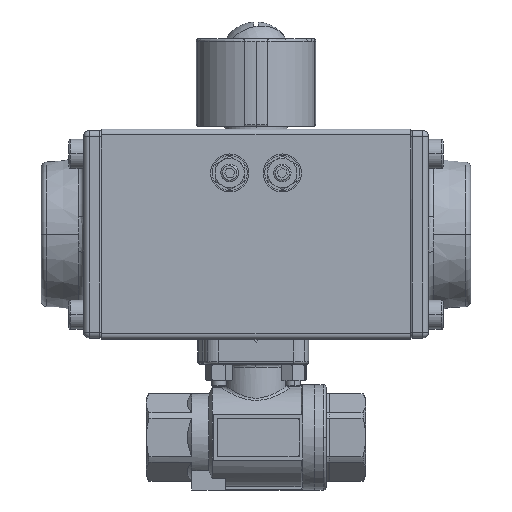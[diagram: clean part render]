
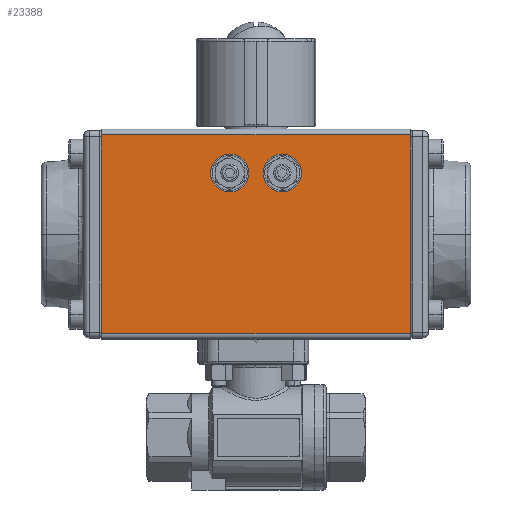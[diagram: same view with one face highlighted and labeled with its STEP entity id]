
A CAD part, front view. The second image highlights one B-rep face of the part: STEP entity #23388.
In plain terms, the highlighted planar face has unit normal (0, -1, 0).
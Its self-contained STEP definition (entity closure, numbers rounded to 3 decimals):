
#21843=CARTESIAN_POINT('',(-15.5,-30.,90.5));
#21844=VERTEX_POINT('',#21843);
#21851=CARTESIAN_POINT('',(-2.5,-30.,90.5));
#21852=VERTEX_POINT('',#21851);
#21853=CARTESIAN_POINT('',(-9.,-30.,90.5));
#21854=DIRECTION('',(0.,1.,0.));
#21855=DIRECTION('',(1.,-0.,0.));
#21856=AXIS2_PLACEMENT_3D('',#21853,#21854,#21855);
#21857=CIRCLE('',#21856,6.5);
#21858=EDGE_CURVE('NONE',#21852,#21844,#21857,.T.);
#21875=CARTESIAN_POINT('',(2.5,-30.,90.5));
#21876=VERTEX_POINT('',#21875);
#21883=CARTESIAN_POINT('',(15.5,-30.,90.5));
#21884=VERTEX_POINT('',#21883);
#21885=CARTESIAN_POINT('',(9.,-30.,90.5));
#21886=DIRECTION('',(0.,1.,0.));
#21887=DIRECTION('',(1.,-0.,0.));
#21888=AXIS2_PLACEMENT_3D('',#21885,#21886,#21887);
#21889=CIRCLE('',#21888,6.5);
#21890=EDGE_CURVE('NONE',#21884,#21876,#21889,.T.);
#23329=CARTESIAN_POINT('',(53.,-30.,103.5));
#23330=DIRECTION('',(0.,1.,0.));
#23331=DIRECTION('',(-0.,-0.,1.));
#23332=AXIS2_PLACEMENT_3D('',#23329,#23330,#23331);
#23333=PLANE('',#23332);
#23334=ORIENTED_EDGE('',*,*,#21890,.T.);
#23335=CARTESIAN_POINT('',(9.,-30.,90.5));
#23336=DIRECTION('',(0.,1.,0.));
#23337=DIRECTION('',(1.,-0.,0.));
#23338=AXIS2_PLACEMENT_3D('',#23335,#23336,#23337);
#23339=CIRCLE('',#23338,6.5);
#23340=EDGE_CURVE('NONE',#21876,#21884,#23339,.T.);
#23341=ORIENTED_EDGE('',*,*,#23340,.T.);
#23342=EDGE_LOOP('',(#23334,#23341));
#23343=FACE_BOUND('',#23342,.T.);
#23344=CARTESIAN_POINT('',(52.786,-30.,103.5));
#23345=VERTEX_POINT('',#23344);
#23346=CARTESIAN_POINT('',(-52.786,-30.,103.5));
#23347=VERTEX_POINT('',#23346);
#23348=CARTESIAN_POINT('',(52.786,-30.,103.5));
#23349=DIRECTION('',(-1.,0.,-0.));
#23350=VECTOR('',#23349,105.573);
#23351=LINE('',#23348,#23350);
#23352=EDGE_CURVE('',#23345,#23347,#23351,.T.);
#23353=ORIENTED_EDGE('',*,*,#23352,.T.);
#23354=CARTESIAN_POINT('',(-52.786,-30.,35.5));
#23355=VERTEX_POINT('',#23354);
#23356=CARTESIAN_POINT('',(-52.786,-30.,103.5));
#23357=DIRECTION('',(0.,0.,-1.));
#23358=VECTOR('',#23357,68.);
#23359=LINE('',#23356,#23358);
#23360=EDGE_CURVE('',#23347,#23355,#23359,.T.);
#23361=ORIENTED_EDGE('',*,*,#23360,.T.);
#23362=CARTESIAN_POINT('',(52.786,-30.,35.5));
#23363=VERTEX_POINT('',#23362);
#23364=CARTESIAN_POINT('',(52.786,-30.,35.5));
#23365=DIRECTION('',(-1.,0.,-0.));
#23366=VECTOR('',#23365,105.573);
#23367=LINE('',#23364,#23366);
#23368=EDGE_CURVE('',#23363,#23355,#23367,.T.);
#23369=ORIENTED_EDGE('',*,*,#23368,.F.);
#23370=CARTESIAN_POINT('',(52.786,-30.,35.5));
#23371=DIRECTION('',(-0.,-0.,1.));
#23372=VECTOR('',#23371,68.);
#23373=LINE('',#23370,#23372);
#23374=EDGE_CURVE('',#23363,#23345,#23373,.T.);
#23375=ORIENTED_EDGE('',*,*,#23374,.T.);
#23376=EDGE_LOOP('',(#23353,#23361,#23369,#23375));
#23377=FACE_BOUND('',#23376,.T.);
#23378=ORIENTED_EDGE('',*,*,#21858,.T.);
#23379=CARTESIAN_POINT('',(-9.,-30.,90.5));
#23380=DIRECTION('',(0.,1.,0.));
#23381=DIRECTION('',(1.,-0.,0.));
#23382=AXIS2_PLACEMENT_3D('',#23379,#23380,#23381);
#23383=CIRCLE('',#23382,6.5);
#23384=EDGE_CURVE('NONE',#21844,#21852,#23383,.T.);
#23385=ORIENTED_EDGE('',*,*,#23384,.T.);
#23386=EDGE_LOOP('',(#23378,#23385));
#23387=FACE_BOUND('',#23386,.T.);
#23388=ADVANCED_FACE('NONE',(#23343,#23377,#23387),#23333,.F.);
